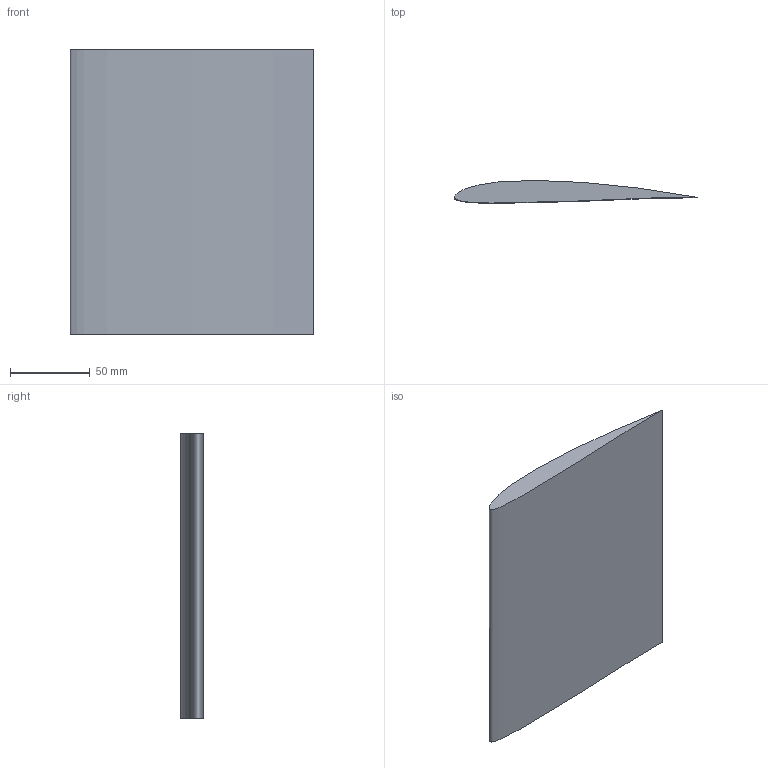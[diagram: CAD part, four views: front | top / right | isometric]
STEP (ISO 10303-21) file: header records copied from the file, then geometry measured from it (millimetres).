
FILE_DESCRIPTION (( 'STEP AP214' ), '1' );
FILE_NAME ('Wing_SD7080_6in.STEP', '2025-08-23T19:28:13', ( '' ), ( '' ), 'SwSTEP 2.0', 'SolidWorks 2024', '' );
FILE_SCHEMA (( 'AUTOMOTIVE_DESIGN' ));
Length unit declared in the file: inch
Products named in the file (1): Wing_SD7080_6in
Bounding box: 152.39 x 14.18 x 177.8 mm (x, y, z)
Volume: 180480.1 mm3; surface area: 57807.3 mm2
Topology: 1 solids, 1 shells, 4 faces, 6 edges, 4 vertices
Faces by surface type: plane 3, bspline 1
Entity records: 353 total; most frequent: CARTESIAN_POINT 262, ORIENTED_EDGE 12, DIRECTION 10, EDGE_CURVE 6, VERTEX_POINT 4, FACE_OUTER_BOUND 4, B_SPLINE_CURVE_WITH_KNOTS 4, ADVANCED_FACE 4
